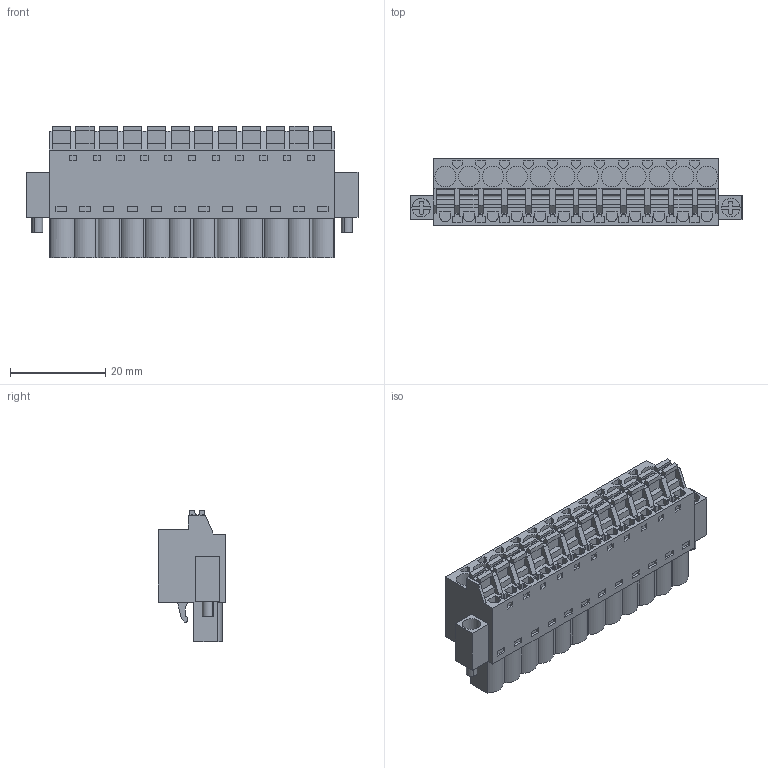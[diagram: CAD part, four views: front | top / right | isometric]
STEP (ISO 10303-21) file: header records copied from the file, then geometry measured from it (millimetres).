
FILE_DESCRIPTION(('CATIA V5 STEP Exchange','CAx-IF Rec.Pracs.--- Model Styling and Organization---1.2---2011-12-15'),'2;1');
FILE_NAME ('D1446733_0_1017540000_1017540000.stp','2017-04-27T11:21:49+00:00',('none'),('Weidmueller'),'CATIA Version 5-6 Release 2014','CATIA V5 STEP AP214','none');
FILE_SCHEMA(('AUTOMOTIVE_DESIGN { 1 0 10303 214 1 1 1 1 }'));
Length unit declared in the file: millimetre
Products named in the file (1): 1017540000
Bounding box: 69.8 x 14.2 x 27.73 mm (x, y, z)
Volume: 15457.3 mm3; surface area: 8755.5 mm2
Topology: 15 solids, 15 shells, 1057 faces, 3055 edges, 2129 vertices
Faces by surface type: plane 945, cylinder 108, extrusion 4
Entity records: 33822 total; most frequent: ORIENTED_EDGE 6110, CARTESIAN_POINT 6079, DIRECTION 4429, EDGE_CURVE 3055, VECTOR 2804, LINE 2800, VERTEX_POINT 2129, EDGE_LOOP 1184
